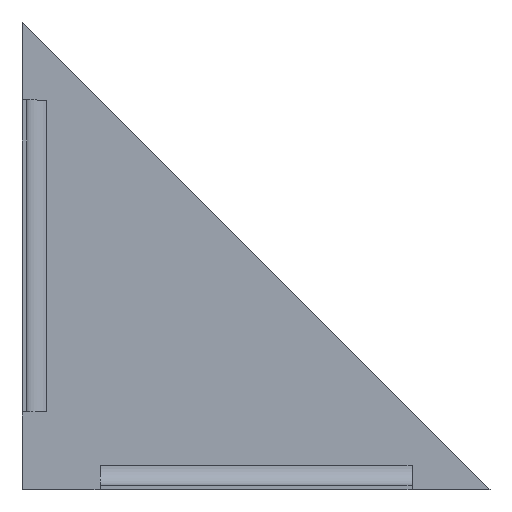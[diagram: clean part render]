
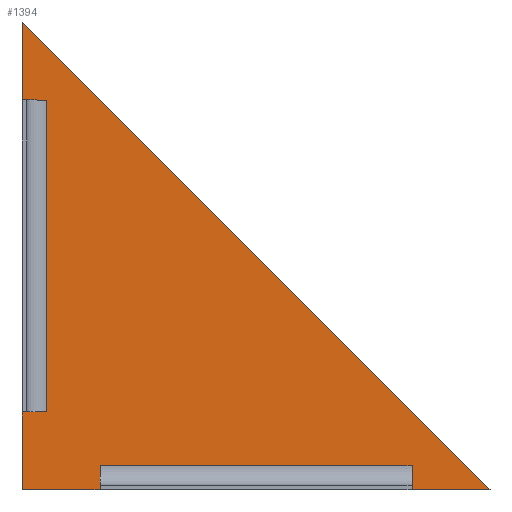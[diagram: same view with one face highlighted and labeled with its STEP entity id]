
A CAD part, top view. The second image highlights one B-rep face of the part: STEP entity #1394.
In plain terms, the highlighted planar face has unit normal (0, 0, 1).
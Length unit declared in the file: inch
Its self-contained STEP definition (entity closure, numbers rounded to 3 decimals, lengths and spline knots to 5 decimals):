
#6 = DIRECTION ( 'NONE',  ( 1., 0., 0. ) ) ;
#8 = EDGE_CURVE ( 'NONE', #543, #700, #324, .T. ) ;
#13 = CARTESIAN_POINT ( 'NONE',  ( 5., -1.29699, 0.0625 ) ) ;
#24 = DIRECTION ( 'NONE',  ( 0., 1., 0. ) ) ;
#34 = ORIENTED_EDGE ( 'NONE', *, *, #863, .T. ) ;
#39 = CARTESIAN_POINT ( 'NONE',  ( 1., -0.98449, 0.0625 ) ) ;
#41 = CARTESIAN_POINT ( 'NONE',  ( 1., -1.29599, 0.0625 ) ) ;
#45 = ORIENTED_EDGE ( 'NONE', *, *, #591, .F. ) ;
#80 = ORIENTED_EDGE ( 'NONE', *, *, #549, .F. ) ;
#112 = LINE ( 'NONE', #470, #448 ) ;
#113 = LINE ( 'NONE', #1149, #558 ) ;
#115 = CARTESIAN_POINT ( 'NONE',  ( 0., 4.70401, 0.0625 ) ) ;
#117 = EDGE_LOOP ( 'NONE', ( #1244, #45, #1001, #256, #501, #155, #119, #1115, #1042, #1008, #273, #34, #1373, #489, #80 ) ) ;
#119 = ORIENTED_EDGE ( 'NONE', *, *, #1267, .F. ) ;
#122 = AXIS2_PLACEMENT_3D ( 'NONE', #733, #1089, #513 ) ;
#131 = VERTEX_POINT ( 'NONE', #630 ) ;
#137 = VERTEX_POINT ( 'NONE', #1075 ) ;
#141 = EDGE_CURVE ( 'NONE', #1093, #131, #201, .T. ) ;
#146 = VECTOR ( 'NONE', #995, 39.37008 ) ;
#155 = ORIENTED_EDGE ( 'NONE', *, *, #141, .T. ) ;
#156 = LINE ( 'NONE', #1322, #1399 ) ;
#179 = CARTESIAN_POINT ( 'NONE',  ( 0., -1.29599, 0.0625 ) ) ;
#184 = VECTOR ( 'NONE', #6, 39.37008 ) ;
#188 = VERTEX_POINT ( 'NONE', #739 ) ;
#201 = LINE ( 'NONE', #615, #1405 ) ;
#223 = VERTEX_POINT ( 'NONE', #1096 ) ;
#227 = VERTEX_POINT ( 'NONE', #1311 ) ;
#250 = CARTESIAN_POINT ( 'NONE',  ( 5., -1.29599, 0.0625 ) ) ;
#256 = ORIENTED_EDGE ( 'NONE', *, *, #1285, .T. ) ;
#269 = EDGE_CURVE ( 'NONE', #1375, #700, #747, .T. ) ;
#273 = ORIENTED_EDGE ( 'NONE', *, *, #529, .F. ) ;
#293 = DIRECTION ( 'NONE',  ( 0., -1., 0. ) ) ;
#306 = LINE ( 'NONE', #582, #1022 ) ;
#309 = LINE ( 'NONE', #1208, #1406 ) ;
#313 = CARTESIAN_POINT ( 'NONE',  ( 1., -0.98449, 0.0625 ) ) ;
#324 = LINE ( 'NONE', #39, #1128 ) ;
#327 = VECTOR ( 'NONE', #403, 39.37008 ) ;
#366 = DIRECTION ( 'NONE',  ( 1., 0., 0. ) ) ;
#403 = DIRECTION ( 'NONE',  ( 0., 1., 0. ) ) ;
#425 = VECTOR ( 'NONE', #293, 39.37008 ) ;
#448 = VECTOR ( 'NONE', #1266, 39.37008 ) ;
#449 = LINE ( 'NONE', #1155, #184 ) ;
#470 = CARTESIAN_POINT ( 'NONE',  ( 0.3115, 3.70401, 0.0625 ) ) ;
#478 = DIRECTION ( 'NONE',  ( 0., -1., 0. ) ) ;
#489 = ORIENTED_EDGE ( 'NONE', *, *, #8, .F. ) ;
#501 = ORIENTED_EDGE ( 'NONE', *, *, #1277, .T. ) ;
#513 = DIRECTION ( 'NONE',  ( 1., 0., 0. ) ) ;
#529 = EDGE_CURVE ( 'NONE', #1011, #542, #449, .T. ) ;
#530 = CARTESIAN_POINT ( 'NONE',  ( 6., -1.29599, 0.0625 ) ) ;
#542 = VERTEX_POINT ( 'NONE', #1162 ) ;
#543 = VERTEX_POINT ( 'NONE', #1278 ) ;
#549 = EDGE_CURVE ( 'NONE', #954, #543, #306, .T. ) ;
#556 = LINE ( 'NONE', #870, #425 ) ;
#558 = VECTOR ( 'NONE', #687, 39.37008 ) ;
#570 = EDGE_CURVE ( 'NONE', #607, #188, #113, .T. ) ;
#582 = CARTESIAN_POINT ( 'NONE',  ( 1., -0.98449, 0.0625 ) ) ;
#591 = EDGE_CURVE ( 'NONE', #188, #223, #1178, .T. ) ;
#592 = VERTEX_POINT ( 'NONE', #927 ) ;
#607 = VERTEX_POINT ( 'NONE', #250 ) ;
#613 = FACE_OUTER_BOUND ( 'NONE', #117, .T. ) ;
#615 = CARTESIAN_POINT ( 'NONE',  ( 0., 4.70401, 0.0625 ) ) ;
#622 = DIRECTION ( 'NONE',  ( -0.707, 0.707, 0. ) ) ;
#630 = CARTESIAN_POINT ( 'NONE',  ( 0., 3.70401, 0.0625 ) ) ;
#642 = CARTESIAN_POINT ( 'NONE',  ( 0., -0.29599, 0.0625 ) ) ;
#658 = CARTESIAN_POINT ( 'NONE',  ( 0.3115, 3.70401, 0.0625 ) ) ;
#674 = LINE ( 'NONE', #1056, #1292 ) ;
#687 = DIRECTION ( 'NONE',  ( 0., 1., 0. ) ) ;
#700 = VERTEX_POINT ( 'NONE', #41 ) ;
#722 = EDGE_CURVE ( 'NONE', #542, #137, #674, .T. ) ;
#730 = DIRECTION ( 'NONE',  ( -1., 0., 0. ) ) ;
#733 = CARTESIAN_POINT ( 'NONE',  ( 0., 0., 0.0625 ) ) ;
#738 = CARTESIAN_POINT ( 'NONE',  ( 0.3115, -0.29599, 0.0625 ) ) ;
#739 = CARTESIAN_POINT ( 'NONE',  ( 5., -1.17199, 0.0625 ) ) ;
#747 = LINE ( 'NONE', #1455, #146 ) ;
#750 = PLANE ( 'NONE',  #122 ) ;
#818 = DIRECTION ( 'NONE',  ( 0., -1., 0. ) ) ;
#819 = CARTESIAN_POINT ( 'NONE',  ( 0., -1.29599, 0.0625 ) ) ;
#834 = EDGE_CURVE ( 'NONE', #137, #1472, #970, .T. ) ;
#863 = EDGE_CURVE ( 'NONE', #1011, #1375, #556, .T. ) ;
#864 = DIRECTION ( 'NONE',  ( -1., 0., 0. ) ) ;
#870 = CARTESIAN_POINT ( 'NONE',  ( 0., 4.70401, 0.0625 ) ) ;
#872 = EDGE_CURVE ( 'NONE', #223, #954, #309, .T. ) ;
#927 = CARTESIAN_POINT ( 'NONE',  ( 6., -1.29599, 0.0625 ) ) ;
#939 = VECTOR ( 'NONE', #1215, 39.37008 ) ;
#954 = VERTEX_POINT ( 'NONE', #313 ) ;
#970 = LINE ( 'NONE', #738, #327 ) ;
#995 = DIRECTION ( 'NONE',  ( 1., 0., 0. ) ) ;
#1001 = ORIENTED_EDGE ( 'NONE', *, *, #570, .F. ) ;
#1008 = ORIENTED_EDGE ( 'NONE', *, *, #722, .F. ) ;
#1011 = VERTEX_POINT ( 'NONE', #642 ) ;
#1022 = VECTOR ( 'NONE', #478, 39.37008 ) ;
#1026 = VECTOR ( 'NONE', #24, 39.37008 ) ;
#1036 = LINE ( 'NONE', #819, #939 ) ;
#1042 = ORIENTED_EDGE ( 'NONE', *, *, #834, .F. ) ;
#1056 = CARTESIAN_POINT ( 'NONE',  ( -0.001, -0.29599, 0.0625 ) ) ;
#1075 = CARTESIAN_POINT ( 'NONE',  ( 0.3115, -0.29599, 0.0625 ) ) ;
#1089 = DIRECTION ( 'NONE',  ( 0., 0., 1. ) ) ;
#1093 = VERTEX_POINT ( 'NONE', #115 ) ;
#1096 = CARTESIAN_POINT ( 'NONE',  ( 5., -0.98449, 0.0625 ) ) ;
#1115 = ORIENTED_EDGE ( 'NONE', *, *, #1172, .F. ) ;
#1128 = VECTOR ( 'NONE', #818, 39.37008 ) ;
#1149 = CARTESIAN_POINT ( 'NONE',  ( 5., -1.29699, 0.0625 ) ) ;
#1155 = CARTESIAN_POINT ( 'NONE',  ( -0.001, -0.29599, 0.0625 ) ) ;
#1162 = CARTESIAN_POINT ( 'NONE',  ( 0.124, -0.29599, 0.0625 ) ) ;
#1172 = EDGE_CURVE ( 'NONE', #1472, #227, #112, .T. ) ;
#1178 = LINE ( 'NONE', #13, #1026 ) ;
#1193 = DIRECTION ( 'NONE',  ( 0., -1., 0. ) ) ;
#1208 = CARTESIAN_POINT ( 'NONE',  ( 5., -0.98449, 0.0625 ) ) ;
#1215 = DIRECTION ( 'NONE',  ( 1., 0., 0. ) ) ;
#1244 = ORIENTED_EDGE ( 'NONE', *, *, #872, .F. ) ;
#1266 = DIRECTION ( 'NONE',  ( -1., 0., 0. ) ) ;
#1267 = EDGE_CURVE ( 'NONE', #227, #131, #156, .T. ) ;
#1277 = EDGE_CURVE ( 'NONE', #592, #1093, #1435, .T. ) ;
#1278 = CARTESIAN_POINT ( 'NONE',  ( 1., -1.17199, 0.0625 ) ) ;
#1285 = EDGE_CURVE ( 'NONE', #607, #592, #1036, .T. ) ;
#1292 = VECTOR ( 'NONE', #366, 39.37008 ) ;
#1311 = CARTESIAN_POINT ( 'NONE',  ( 0.124, 3.70401, 0.0625 ) ) ;
#1322 = CARTESIAN_POINT ( 'NONE',  ( 0.3115, 3.70401, 0.0625 ) ) ;
#1338 = VECTOR ( 'NONE', #622, 39.37008 ) ;
#1373 = ORIENTED_EDGE ( 'NONE', *, *, #269, .T. ) ;
#1375 = VERTEX_POINT ( 'NONE', #179 ) ;
#1394 = ADVANCED_FACE ( 'NONE', ( #613 ), #750, .T. ) ;
#1399 = VECTOR ( 'NONE', #864, 39.37008 ) ;
#1405 = VECTOR ( 'NONE', #1193, 39.37008 ) ;
#1406 = VECTOR ( 'NONE', #730, 39.37008 ) ;
#1435 = LINE ( 'NONE', #530, #1338 ) ;
#1455 = CARTESIAN_POINT ( 'NONE',  ( 0., -1.29599, 0.0625 ) ) ;
#1472 = VERTEX_POINT ( 'NONE', #658 ) ;
